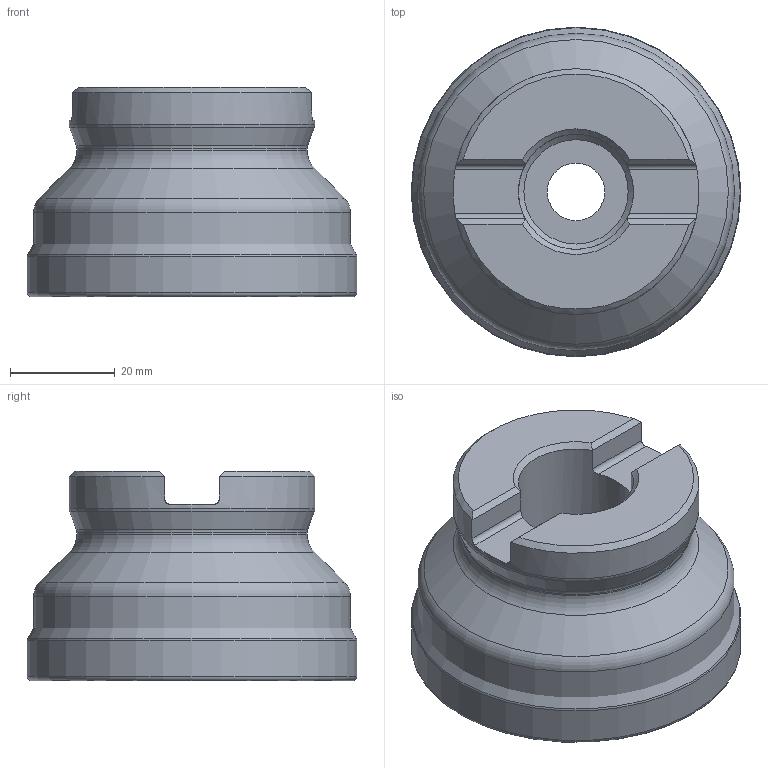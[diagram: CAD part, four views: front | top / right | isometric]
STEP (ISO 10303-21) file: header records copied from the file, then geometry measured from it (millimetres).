
FILE_DESCRIPTION(/* description */ (''),/* implementation_level */ '2;1');
FILE_NAME(/* name */ 'R220.96-0063-08-7A.stp',/* time_stamp */ '2017-10-26T09:46:08+05:00',/* author */ (''),/* organization */ (''),/* preprocessor_version */ 'ST-DEVELOPER v16',/* originating_system */ 'SIEMENS PLM Software NX 11.0',/* authorisation */ '');
FILE_SCHEMA (('AUTOMOTIVE_DESIGN { 1 0 10303 214 3 1 1 1 }'));
Length unit declared in the file: millimetre
Products named in the file (1): R220.96-0063-08-7A
Bounding box: 63 x 63 x 40 mm (x, y, z)
Volume: 95733.1 mm3; surface area: 20846.5 mm2
Topology: 2 solids, 2 shells, 52 faces, 115 edges, 67 vertices
Faces by surface type: plane 16, cone 14, torus 11, cylinder 11
Full cylindrical faces by diameter (mm): 11 x1, 15.5 x1, 22 x1, 44 x1, 47 x1, 60.6 x1, 63 x1
Entity records: 1421 total; most frequent: CARTESIAN_POINT 346, DIRECTION 222, ORIENTED_EDGE 166, AXIS2_PLACEMENT_3D 99, EDGE_LOOP 84, EDGE_CURVE 83, FACE_BOUND 64, VERTEX_POINT 63
